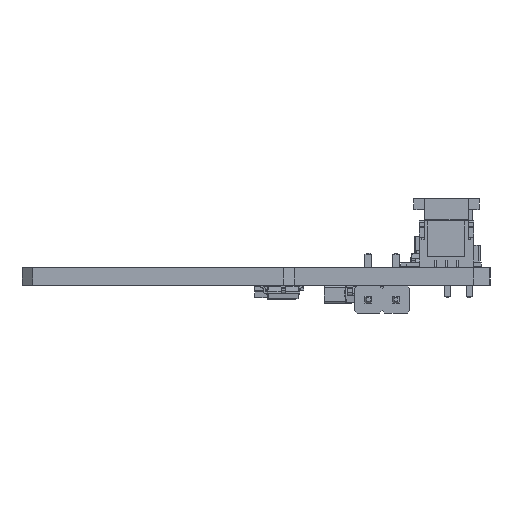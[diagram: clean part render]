
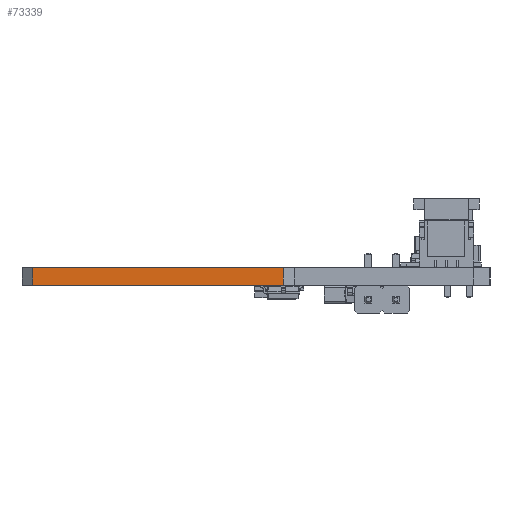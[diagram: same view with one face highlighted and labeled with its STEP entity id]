
A CAD part, left-side view. The second image highlights one B-rep face of the part: STEP entity #73339.
In plain terms, the highlighted planar face has unit normal (-1, 0, 0).
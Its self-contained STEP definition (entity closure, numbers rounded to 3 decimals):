
#70202 = PLANE('',#70203);
#70203 = AXIS2_PLACEMENT_3D('',#70204,#70205,#70206);
#70204 = CARTESIAN_POINT('',(25.75,-22.048,1.6));
#70205 = DIRECTION('',(-0.,-0.,-1.));
#70206 = DIRECTION('',(-1.,0.,0.));
#70256 = PLANE('',#70257);
#70257 = AXIS2_PLACEMENT_3D('',#70258,#70259,#70260);
#70258 = CARTESIAN_POINT('',(25.75,-22.048,0.));
#70259 = DIRECTION('',(-0.,-0.,-1.));
#70260 = DIRECTION('',(-1.,0.,0.));
#70757 = VERTEX_POINT('',#70758);
#70758 = CARTESIAN_POINT('',(0.1,-24.5,0.));
#70772 = PLANE('',#70773);
#70773 = AXIS2_PLACEMENT_3D('',#70774,#70775,#70776);
#70774 = CARTESIAN_POINT('',(1.,-25.5,0.));
#70775 = DIRECTION('',(-0.743,-0.669,0.));
#70776 = DIRECTION('',(-0.669,0.743,0.));
#70784 = EDGE_CURVE('',#70757,#70785,#70787,.T.);
#70785 = VERTEX_POINT('',#70786);
#70786 = CARTESIAN_POINT('',(0.1,-1.5,0.));
#70787 = SURFACE_CURVE('',#70788,(#70792,#70799),.PCURVE_S1.);
#70788 = LINE('',#70789,#70790);
#70789 = CARTESIAN_POINT('',(0.1,-24.5,0.));
#70790 = VECTOR('',#70791,1.);
#70791 = DIRECTION('',(0.,1.,0.));
#70792 = PCURVE('',#70256,#70793);
#70793 = DEFINITIONAL_REPRESENTATION('',(#70794),#70798);
#70794 = LINE('',#70795,#70796);
#70795 = CARTESIAN_POINT('',(25.65,-2.452));
#70796 = VECTOR('',#70797,1.);
#70797 = DIRECTION('',(0.,1.));
#70798 = ( GEOMETRIC_REPRESENTATION_CONTEXT(2) 
PARAMETRIC_REPRESENTATION_CONTEXT() REPRESENTATION_CONTEXT('2D SPACE',''
  ) );
#70799 = PCURVE('',#70800,#70805);
#70800 = PLANE('',#70801);
#70801 = AXIS2_PLACEMENT_3D('',#70802,#70803,#70804);
#70802 = CARTESIAN_POINT('',(0.1,-24.5,0.));
#70803 = DIRECTION('',(-1.,0.,0.));
#70804 = DIRECTION('',(0.,1.,0.));
#70805 = DEFINITIONAL_REPRESENTATION('',(#70806),#70810);
#70806 = LINE('',#70807,#70808);
#70807 = CARTESIAN_POINT('',(0.,0.));
#70808 = VECTOR('',#70809,1.);
#70809 = DIRECTION('',(1.,0.));
#70810 = ( GEOMETRIC_REPRESENTATION_CONTEXT(2) 
PARAMETRIC_REPRESENTATION_CONTEXT() REPRESENTATION_CONTEXT('2D SPACE',''
  ) );
#70828 = PLANE('',#70829);
#70829 = AXIS2_PLACEMENT_3D('',#70830,#70831,#70832);
#70830 = CARTESIAN_POINT('',(0.1,-1.5,0.));
#70831 = DIRECTION('',(-0.743,0.669,0.));
#70832 = DIRECTION('',(0.669,0.743,0.));
#72238 = VERTEX_POINT('',#72239);
#72239 = CARTESIAN_POINT('',(0.1,-24.5,1.6));
#72260 = EDGE_CURVE('',#72238,#72261,#72263,.T.);
#72261 = VERTEX_POINT('',#72262);
#72262 = CARTESIAN_POINT('',(0.1,-1.5,1.6));
#72263 = SURFACE_CURVE('',#72264,(#72268,#72275),.PCURVE_S1.);
#72264 = LINE('',#72265,#72266);
#72265 = CARTESIAN_POINT('',(0.1,-24.5,1.6));
#72266 = VECTOR('',#72267,1.);
#72267 = DIRECTION('',(0.,1.,0.));
#72268 = PCURVE('',#70202,#72269);
#72269 = DEFINITIONAL_REPRESENTATION('',(#72270),#72274);
#72270 = LINE('',#72271,#72272);
#72271 = CARTESIAN_POINT('',(25.65,-2.452));
#72272 = VECTOR('',#72273,1.);
#72273 = DIRECTION('',(0.,1.));
#72274 = ( GEOMETRIC_REPRESENTATION_CONTEXT(2) 
PARAMETRIC_REPRESENTATION_CONTEXT() REPRESENTATION_CONTEXT('2D SPACE',''
  ) );
#72275 = PCURVE('',#70800,#72276);
#72276 = DEFINITIONAL_REPRESENTATION('',(#72277),#72281);
#72277 = LINE('',#72278,#72279);
#72278 = CARTESIAN_POINT('',(0.,-1.6));
#72279 = VECTOR('',#72280,1.);
#72280 = DIRECTION('',(1.,0.));
#72281 = ( GEOMETRIC_REPRESENTATION_CONTEXT(2) 
PARAMETRIC_REPRESENTATION_CONTEXT() REPRESENTATION_CONTEXT('2D SPACE',''
  ) );
#73289 = EDGE_CURVE('',#70785,#72261,#73290,.T.);
#73290 = SURFACE_CURVE('',#73291,(#73295,#73302),.PCURVE_S1.);
#73291 = LINE('',#73292,#73293);
#73292 = CARTESIAN_POINT('',(0.1,-1.5,0.));
#73293 = VECTOR('',#73294,1.);
#73294 = DIRECTION('',(0.,0.,1.));
#73295 = PCURVE('',#70828,#73296);
#73296 = DEFINITIONAL_REPRESENTATION('',(#73297),#73301);
#73297 = LINE('',#73298,#73299);
#73298 = CARTESIAN_POINT('',(0.,0.));
#73299 = VECTOR('',#73300,1.);
#73300 = DIRECTION('',(0.,-1.));
#73301 = ( GEOMETRIC_REPRESENTATION_CONTEXT(2) 
PARAMETRIC_REPRESENTATION_CONTEXT() REPRESENTATION_CONTEXT('2D SPACE',''
  ) );
#73302 = PCURVE('',#70800,#73303);
#73303 = DEFINITIONAL_REPRESENTATION('',(#73304),#73308);
#73304 = LINE('',#73305,#73306);
#73305 = CARTESIAN_POINT('',(23.,0.));
#73306 = VECTOR('',#73307,1.);
#73307 = DIRECTION('',(0.,-1.));
#73308 = ( GEOMETRIC_REPRESENTATION_CONTEXT(2) 
PARAMETRIC_REPRESENTATION_CONTEXT() REPRESENTATION_CONTEXT('2D SPACE',''
  ) );
#73339 = ADVANCED_FACE('',(#73340),#70800,.T.);
#73340 = FACE_BOUND('',#73341,.T.);
#73341 = EDGE_LOOP('',(#73342,#73363,#73364,#73365));
#73342 = ORIENTED_EDGE('',*,*,#73343,.T.);
#73343 = EDGE_CURVE('',#70757,#72238,#73344,.T.);
#73344 = SURFACE_CURVE('',#73345,(#73349,#73356),.PCURVE_S1.);
#73345 = LINE('',#73346,#73347);
#73346 = CARTESIAN_POINT('',(0.1,-24.5,0.));
#73347 = VECTOR('',#73348,1.);
#73348 = DIRECTION('',(0.,0.,1.));
#73349 = PCURVE('',#70800,#73350);
#73350 = DEFINITIONAL_REPRESENTATION('',(#73351),#73355);
#73351 = LINE('',#73352,#73353);
#73352 = CARTESIAN_POINT('',(0.,0.));
#73353 = VECTOR('',#73354,1.);
#73354 = DIRECTION('',(0.,-1.));
#73355 = ( GEOMETRIC_REPRESENTATION_CONTEXT(2) 
PARAMETRIC_REPRESENTATION_CONTEXT() REPRESENTATION_CONTEXT('2D SPACE',''
  ) );
#73356 = PCURVE('',#70772,#73357);
#73357 = DEFINITIONAL_REPRESENTATION('',(#73358),#73362);
#73358 = LINE('',#73359,#73360);
#73359 = CARTESIAN_POINT('',(1.345,0.));
#73360 = VECTOR('',#73361,1.);
#73361 = DIRECTION('',(0.,-1.));
#73362 = ( GEOMETRIC_REPRESENTATION_CONTEXT(2) 
PARAMETRIC_REPRESENTATION_CONTEXT() REPRESENTATION_CONTEXT('2D SPACE',''
  ) );
#73363 = ORIENTED_EDGE('',*,*,#72260,.T.);
#73364 = ORIENTED_EDGE('',*,*,#73289,.F.);
#73365 = ORIENTED_EDGE('',*,*,#70784,.F.);
